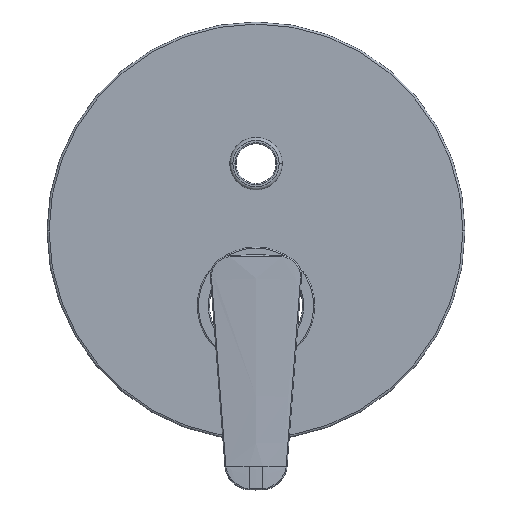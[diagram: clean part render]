
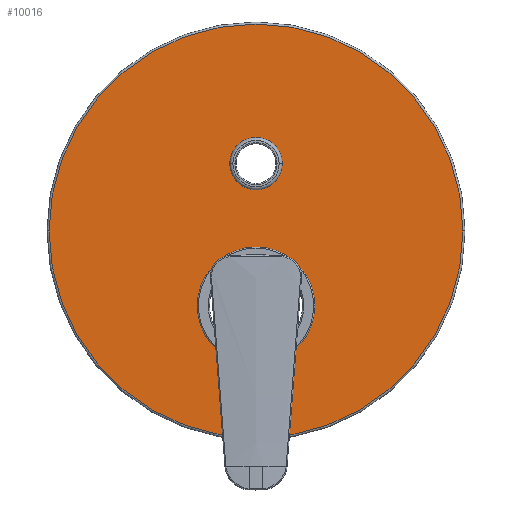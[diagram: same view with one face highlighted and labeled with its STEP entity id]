
A CAD part, top view. The second image highlights one B-rep face of the part: STEP entity #10016.
In plain terms, the highlighted planar face has unit normal (0, 0, 1).
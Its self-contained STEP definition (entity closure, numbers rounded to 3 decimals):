
#9170=CARTESIAN_POINT('',(0.,33.978,-2.));
#9171=DIRECTION('',(0.,0.,1.));
#9172=DIRECTION('',(1.,0.,0.));
#9173=AXIS2_PLACEMENT_3D('',#9170,#9171,#9172);
#9175=CARTESIAN_POINT('',(0.,33.978,-2.));
#9176=DIRECTION('',(0.,0.,1.));
#9177=DIRECTION('',(-1.,0.,0.));
#9178=AXIS2_PLACEMENT_3D('',#9175,#9176,#9177);
#9180=CARTESIAN_POINT('',(0.,66.178,-2.));
#9181=DIRECTION('',(0.,0.,-1.));
#9182=DIRECTION('',(-1.,0.,0.));
#9183=AXIS2_PLACEMENT_3D('',#9180,#9181,#9182);
#9185=CARTESIAN_POINT('',(0.,66.178,-2.));
#9186=DIRECTION('',(0.,0.,-1.));
#9187=DIRECTION('',(1.,0.,0.));
#9188=AXIS2_PLACEMENT_3D('',#9185,#9186,#9187);
#9190=CARTESIAN_POINT('',(0.,-1.822,-2.));
#9191=DIRECTION('',(0.,0.,-1.));
#9192=DIRECTION('',(-1.,0.,0.));
#9193=AXIS2_PLACEMENT_3D('',#9190,#9191,#9192);
#9195=CARTESIAN_POINT('',(0.,-1.822,-2.));
#9196=DIRECTION('',(0.,0.,-1.));
#9197=DIRECTION('',(1.,0.,0.));
#9198=AXIS2_PLACEMENT_3D('',#9195,#9196,#9197);
#9719=CARTESIAN_POINT('',(99.,33.978,-2.));
#9720=CARTESIAN_POINT('',(-99.,33.978,-2.));
#9721=VERTEX_POINT('',#9719);
#9722=VERTEX_POINT('',#9720);
#9783=CARTESIAN_POINT('',(-12.55,66.178,-2.));
#9784=CARTESIAN_POINT('',(12.55,66.178,-2.));
#9785=VERTEX_POINT('',#9783);
#9786=VERTEX_POINT('',#9784);
#9839=CARTESIAN_POINT('',(-27.6,-1.822,-2.));
#9840=CARTESIAN_POINT('',(27.6,-1.822,-2.));
#9841=VERTEX_POINT('',#9839);
#9842=VERTEX_POINT('',#9840);
#9994=CARTESIAN_POINT('',(0.,33.978,-2.));
#9995=DIRECTION('',(0.,0.,-1.));
#9996=DIRECTION('',(-1.,0.,0.));
#9997=AXIS2_PLACEMENT_3D('',#9994,#9995,#9996);
#9998=PLANE('',#9997);
#10000=ORIENTED_EDGE('',*,*,#9999,.F.);
#10002=ORIENTED_EDGE('',*,*,#10001,.F.);
#10003=EDGE_LOOP('',(#10000,#10002));
#10004=FACE_OUTER_BOUND('',#10003,.F.);
#10006=ORIENTED_EDGE('',*,*,#10005,.F.);
#10008=ORIENTED_EDGE('',*,*,#10007,.F.);
#10009=EDGE_LOOP('',(#10006,#10008));
#10010=FACE_BOUND('',#10009,.F.);
#10012=ORIENTED_EDGE('',*,*,#10011,.F.);
#10013=ORIENTED_EDGE('',*,*,#9977,.F.);
#10014=EDGE_LOOP('',(#10012,#10013));
#10015=FACE_BOUND('',#10014,.F.);
#10016=ADVANCED_FACE('',(#10004,#10010,#10015),#9998,.F.);
#9174=CIRCLE('',#9173,99.);
#9179=CIRCLE('',#9178,99.);
#9184=CIRCLE('',#9183,12.55);
#9189=CIRCLE('',#9188,12.55);
#9194=CIRCLE('',#9193,27.6);
#9199=CIRCLE('',#9198,27.6);
#9977=EDGE_CURVE('',#9842,#9841,#9199,.T.);
#9999=EDGE_CURVE('',#9721,#9722,#9174,.T.);
#10001=EDGE_CURVE('',#9722,#9721,#9179,.T.);
#10005=EDGE_CURVE('',#9785,#9786,#9184,.T.);
#10007=EDGE_CURVE('',#9786,#9785,#9189,.T.);
#10011=EDGE_CURVE('',#9841,#9842,#9194,.T.);
